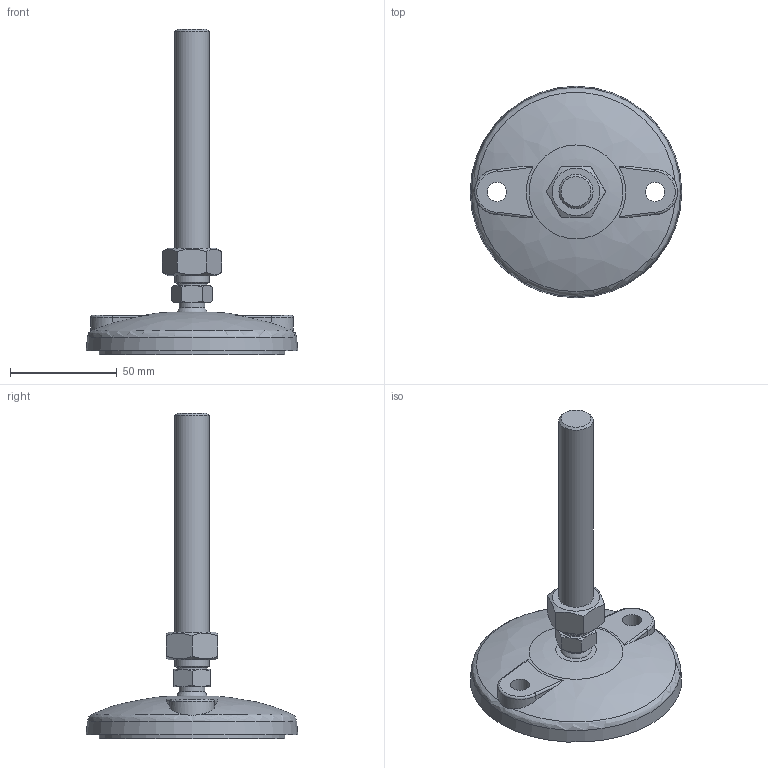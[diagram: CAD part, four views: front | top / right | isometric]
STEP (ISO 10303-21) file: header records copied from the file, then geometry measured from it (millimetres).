
FILE_DESCRIPTION(/* description */ (''),/* implementation_level */ '2;1');
FILE_NAME(/* name */ '211848-0.step',/* time_stamp */ '2022-11-23T08:00:09+01:00',/* author */ ('Gaertner'),/* organization */ ('MiniTec GmbH & Co. KG'),/* preprocessor_version */ 'ST-DEVELOPER v18.1',/* originating_system */ 'Autodesk Inventor 2021',/* authorisation */ '');
FILE_SCHEMA (('AUTOMOTIVE_DESIGN { 1 0 10303 214 3 1 1 }'));
Length unit declared in the file: millimetre
Products named in the file (4): 211848/0; 21-2904-0FZ.001; 211529/0; MTW_1-00173051
Assembly tree (3 placements, depth 2):
  211848/0
    21-2904-0FZ.001
    211529/0
    MTW_1-00173051
Bounding box: 99 x 99 x 152.5 mm (x, y, z)
Volume: 145952 mm3; surface area: 33456.6 mm2
Topology: 3 solids, 4 shells, 76 faces, 177 edges, 114 vertices
Faces by surface type: plane 31, cone 21, cylinder 17, torus 3, sphere 2, bspline 2
Full cylindrical faces by diameter (mm): 9 x2, 12 x1, 13.835 x1, 14.4 x1, 14.8 x1, 15 x1, 16 x1, 55 x1, 87 x1, 88 x1
Entity records: 2495 total; most frequent: CARTESIAN_POINT 684, ORIENTED_EDGE 350, DIRECTION 348, EDGE_CURVE 175, AXIS2_PLACEMENT_3D 146, VERTEX_POINT 114, EDGE_LOOP 89, FACE_OUTER_BOUND 76
